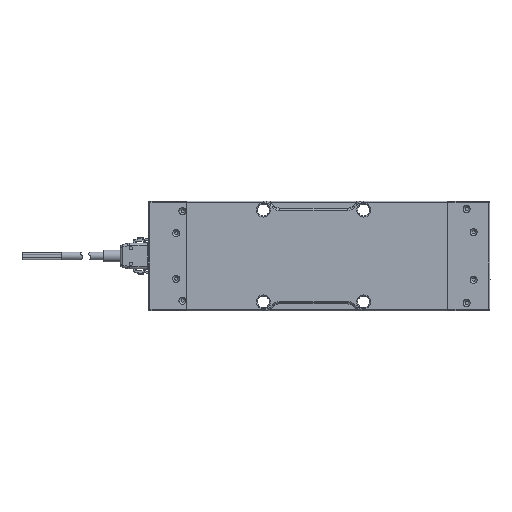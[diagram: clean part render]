
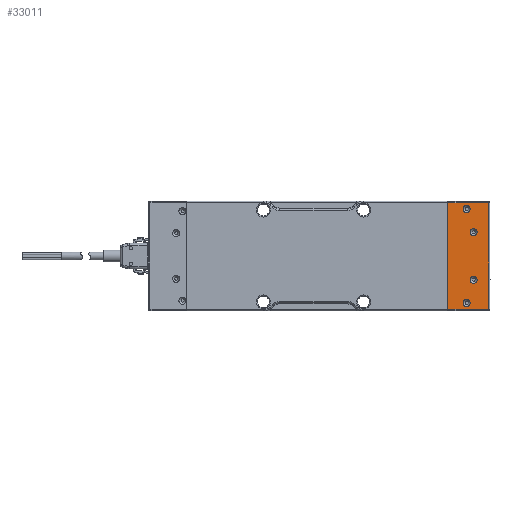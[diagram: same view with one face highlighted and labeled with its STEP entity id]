
A CAD part, top view. The second image highlights one B-rep face of the part: STEP entity #33011.
In plain terms, the highlighted planar face has unit normal (0, 0, 1).
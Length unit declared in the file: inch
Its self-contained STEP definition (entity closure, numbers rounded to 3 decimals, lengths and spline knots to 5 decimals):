
#4 = VERTEX_POINT ( 'NONE', #74814 ) ;
#737 = CARTESIAN_POINT ( 'NONE',  ( -4.65507, -1.89497, 0.13589 ) ) ;
#1341 = DIRECTION ( 'NONE',  ( -1., 0., 0. ) ) ;
#2570 = CIRCLE ( 'NONE', #59168, 0.04511 ) ;
#2581 = LINE ( 'NONE', #76031, #51676 ) ;
#2965 = DIRECTION ( 'NONE',  ( 0., -1., 0. ) ) ;
#3503 = EDGE_CURVE ( 'NONE', #38829, #76270, #12315, .T. ) ;
#5404 = DIRECTION ( 'NONE',  ( 0., -1., 0. ) ) ;
#5760 = CARTESIAN_POINT ( 'NONE',  ( -4.65507, -0.539, 0.13589 ) ) ;
#5853 = VERTEX_POINT ( 'NONE', #20139 ) ;
#6215 = EDGE_CURVE ( 'NONE', #8797, #28920, #29682, .T. ) ;
#7418 = EDGE_LOOP ( 'NONE', ( #25705, #88850, #12158, #12282 ) ) ;
#7632 = AXIS2_PLACEMENT_3D ( 'NONE', #28810, #71386, #64845 ) ;
#8769 = VERTEX_POINT ( 'NONE', #31319 ) ;
#8797 = VERTEX_POINT ( 'NONE', #80943 ) ;
#9524 = CIRCLE ( 'NONE', #12973, 0.04511 ) ;
#12158 = ORIENTED_EDGE ( 'NONE', *, *, #6215, .F. ) ;
#12282 = ORIENTED_EDGE ( 'NONE', *, *, #44214, .F. ) ;
#12315 = CIRCLE ( 'NONE', #70165, 0.04511 ) ;
#12973 = AXIS2_PLACEMENT_3D ( 'NONE', #34087, #41555, #13156 ) ;
#13156 = DIRECTION ( 'NONE',  ( 0., -1., 0. ) ) ;
#13827 = CARTESIAN_POINT ( 'NONE',  ( -4.41632, -1.86068, 0.13589 ) ) ;
#13936 = CARTESIAN_POINT ( 'NONE',  ( -4.41632, -0.66352, 0.13589 ) ) ;
#14642 = CARTESIAN_POINT ( 'NONE',  ( -4.41632, -1.81557, 0.13589 ) ) ;
#15754 = PLANE ( 'NONE',  #42001 ) ;
#16736 = CARTESIAN_POINT ( 'NONE',  ( -4.41632, -1.77045, 0.13589 ) ) ;
#18773 = DIRECTION ( 'NONE',  ( 0., 1., 0. ) ) ;
#19039 = VERTEX_POINT ( 'NONE', #37620 ) ;
#20139 = CARTESIAN_POINT ( 'NONE',  ( -4.32632, -1.56568, 0.13589 ) ) ;
#24191 = CARTESIAN_POINT ( 'NONE',  ( -4.65507, -0.539, 0.13589 ) ) ;
#25705 = ORIENTED_EDGE ( 'NONE', *, *, #57695, .F. ) ;
#25818 = CARTESIAN_POINT ( 'NONE',  ( -4.41632, -0.6184, 0.13589 ) ) ;
#26331 = CARTESIAN_POINT ( 'NONE',  ( -4.41632, -1.81557, 0.13589 ) ) ;
#27694 = FACE_BOUND ( 'NONE', #75146, .T. ) ;
#28593 = AXIS2_PLACEMENT_3D ( 'NONE', #46924, #75478, #76071 ) ;
#28810 = CARTESIAN_POINT ( 'NONE',  ( -4.32632, -1.52057, 0.13589 ) ) ;
#28920 = VERTEX_POINT ( 'NONE', #63211 ) ;
#29682 = LINE ( 'NONE', #737, #72973 ) ;
#31133 = ORIENTED_EDGE ( 'NONE', *, *, #3503, .F. ) ;
#31319 = CARTESIAN_POINT ( 'NONE',  ( -4.41632, -0.57329, 0.13589 ) ) ;
#32116 = ORIENTED_EDGE ( 'NONE', *, *, #47895, .F. ) ;
#32195 = EDGE_CURVE ( 'NONE', #65405, #84886, #76792, .T. ) ;
#32363 = DIRECTION ( 'NONE',  ( 0., -1., 0. ) ) ;
#33011 = ADVANCED_FACE ( 'NONE', ( #33250, #77693, #75454, #82143, #27694 ), #15754, .F. ) ;
#33250 = FACE_OUTER_BOUND ( 'NONE', #7418, .T. ) ;
#33509 = DIRECTION ( 'NONE',  ( 0., -1., 0. ) ) ;
#33895 = DIRECTION ( 'NONE',  ( 1., 0., 0. ) ) ;
#34087 = CARTESIAN_POINT ( 'NONE',  ( -4.41632, -0.6184, 0.13589 ) ) ;
#35522 = CARTESIAN_POINT ( 'NONE',  ( -4.13671, -0.539, 0.13589 ) ) ;
#37620 = CARTESIAN_POINT ( 'NONE',  ( -4.65507, -0.539, 0.13589 ) ) ;
#38829 = VERTEX_POINT ( 'NONE', #79345 ) ;
#39983 = CARTESIAN_POINT ( 'NONE',  ( -4.65507, -0.539, 0.13589 ) ) ;
#41555 = DIRECTION ( 'NONE',  ( 0., 0., 1. ) ) ;
#41934 = VERTEX_POINT ( 'NONE', #35522 ) ;
#42001 = AXIS2_PLACEMENT_3D ( 'NONE', #24191, #51853, #52465 ) ;
#42561 = CARTESIAN_POINT ( 'NONE',  ( -4.32632, -1.52057, 0.13589 ) ) ;
#43036 = DIRECTION ( 'NONE',  ( 0., -1., 0. ) ) ;
#44214 = EDGE_CURVE ( 'NONE', #41934, #8797, #2581, .T. ) ;
#44994 = ORIENTED_EDGE ( 'NONE', *, *, #32195, .F. ) ;
#46924 = CARTESIAN_POINT ( 'NONE',  ( -4.32632, -0.9134, 0.13589 ) ) ;
#47344 = EDGE_CURVE ( 'NONE', #5853, #4, #53995, .T. ) ;
#47494 = EDGE_CURVE ( 'NONE', #76270, #38829, #50701, .T. ) ;
#47895 = EDGE_CURVE ( 'NONE', #4, #5853, #2570, .T. ) ;
#49662 = DIRECTION ( 'NONE',  ( 0., -1., 0. ) ) ;
#50493 = EDGE_LOOP ( 'NONE', ( #57654, #72978 ) ) ;
#50701 = CIRCLE ( 'NONE', #28593, 0.04511 ) ;
#51676 = VECTOR ( 'NONE', #5404, 39.37008 ) ;
#51853 = DIRECTION ( 'NONE',  ( 0., 0., -1. ) ) ;
#51934 = CIRCLE ( 'NONE', #73666, 0.04511 ) ;
#51998 = EDGE_CURVE ( 'NONE', #8769, #89739, #51934, .T. ) ;
#52465 = DIRECTION ( 'NONE',  ( -1., 0., 0. ) ) ;
#53995 = CIRCLE ( 'NONE', #7632, 0.04511 ) ;
#57404 = ORIENTED_EDGE ( 'NONE', *, *, #77508, .F. ) ;
#57654 = ORIENTED_EDGE ( 'NONE', *, *, #76403, .F. ) ;
#57695 = EDGE_CURVE ( 'NONE', #19039, #41934, #83325, .T. ) ;
#59168 = AXIS2_PLACEMENT_3D ( 'NONE', #42561, #92229, #49662 ) ;
#61255 = EDGE_CURVE ( 'NONE', #28920, #19039, #61483, .T. ) ;
#61483 = LINE ( 'NONE', #39983, #78099 ) ;
#62627 = EDGE_LOOP ( 'NONE', ( #86791, #32116 ) ) ;
#63211 = CARTESIAN_POINT ( 'NONE',  ( -4.65507, -1.89497, 0.13589 ) ) ;
#64845 = DIRECTION ( 'NONE',  ( 0., -1., 0. ) ) ;
#65405 = VERTEX_POINT ( 'NONE', #16736 ) ;
#65613 = CIRCLE ( 'NONE', #72666, 0.04511 ) ;
#67547 = EDGE_LOOP ( 'NONE', ( #57404, #44994 ) ) ;
#67754 = CARTESIAN_POINT ( 'NONE',  ( -4.32632, -0.9134, 0.13589 ) ) ;
#70165 = AXIS2_PLACEMENT_3D ( 'NONE', #67754, #81998, #2965 ) ;
#71386 = DIRECTION ( 'NONE',  ( 0., 0., 1. ) ) ;
#72666 = AXIS2_PLACEMENT_3D ( 'NONE', #26331, #75999, #33509 ) ;
#72973 = VECTOR ( 'NONE', #1341, 39.37008 ) ;
#72978 = ORIENTED_EDGE ( 'NONE', *, *, #51998, .F. ) ;
#73389 = AXIS2_PLACEMENT_3D ( 'NONE', #14642, #78701, #43036 ) ;
#73666 = AXIS2_PLACEMENT_3D ( 'NONE', #25818, #90072, #32363 ) ;
#74414 = VECTOR ( 'NONE', #33895, 39.37008 ) ;
#74814 = CARTESIAN_POINT ( 'NONE',  ( -4.32632, -1.47545, 0.13589 ) ) ;
#75146 = EDGE_LOOP ( 'NONE', ( #31133, #89440 ) ) ;
#75454 = FACE_BOUND ( 'NONE', #62627, .T. ) ;
#75478 = DIRECTION ( 'NONE',  ( 0., 0., 1. ) ) ;
#75999 = DIRECTION ( 'NONE',  ( 0., 0., 1. ) ) ;
#76031 = CARTESIAN_POINT ( 'NONE',  ( -4.13671, -0.539, 0.13589 ) ) ;
#76071 = DIRECTION ( 'NONE',  ( 0., -1., 0. ) ) ;
#76270 = VERTEX_POINT ( 'NONE', #82243 ) ;
#76403 = EDGE_CURVE ( 'NONE', #89739, #8769, #9524, .T. ) ;
#76792 = CIRCLE ( 'NONE', #73389, 0.04511 ) ;
#77508 = EDGE_CURVE ( 'NONE', #84886, #65405, #65613, .T. ) ;
#77693 = FACE_BOUND ( 'NONE', #50493, .T. ) ;
#78099 = VECTOR ( 'NONE', #18773, 39.37008 ) ;
#78701 = DIRECTION ( 'NONE',  ( 0., 0., 1. ) ) ;
#79345 = CARTESIAN_POINT ( 'NONE',  ( -4.32632, -0.95852, 0.13589 ) ) ;
#80943 = CARTESIAN_POINT ( 'NONE',  ( -4.13671, -1.89497, 0.13589 ) ) ;
#81998 = DIRECTION ( 'NONE',  ( 0., 0., 1. ) ) ;
#82143 = FACE_BOUND ( 'NONE', #67547, .T. ) ;
#82243 = CARTESIAN_POINT ( 'NONE',  ( -4.32632, -0.86829, 0.13589 ) ) ;
#83325 = LINE ( 'NONE', #5760, #74414 ) ;
#84886 = VERTEX_POINT ( 'NONE', #13827 ) ;
#86791 = ORIENTED_EDGE ( 'NONE', *, *, #47344, .F. ) ;
#88850 = ORIENTED_EDGE ( 'NONE', *, *, #61255, .F. ) ;
#89440 = ORIENTED_EDGE ( 'NONE', *, *, #47494, .F. ) ;
#89739 = VERTEX_POINT ( 'NONE', #13936 ) ;
#90072 = DIRECTION ( 'NONE',  ( 0., 0., 1. ) ) ;
#92229 = DIRECTION ( 'NONE',  ( 0., 0., 1. ) ) ;
